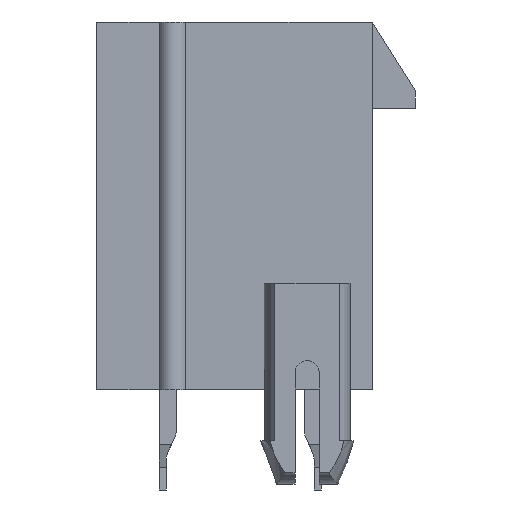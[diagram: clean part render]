
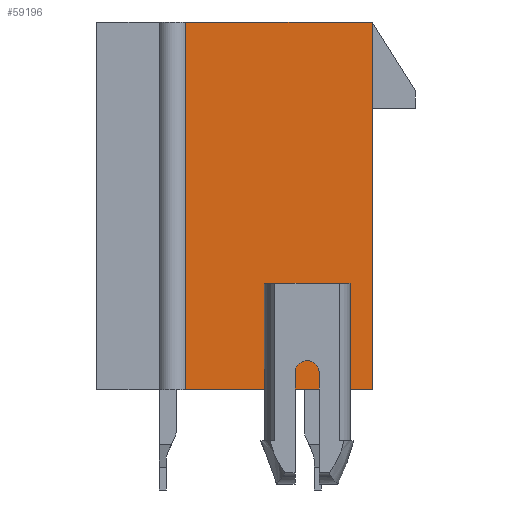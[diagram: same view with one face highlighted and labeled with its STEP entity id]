
A CAD part, left-side view. The second image highlights one B-rep face of the part: STEP entity #59196.
In plain terms, the highlighted planar face has unit normal (-1, 0, 0).
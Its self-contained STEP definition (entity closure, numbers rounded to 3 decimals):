
#5644=ORIENTED_EDGE('',*,*,#15644,.F.);
#5645=ORIENTED_EDGE('',*,*,#15647,.F.);
#5646=ORIENTED_EDGE('',*,*,#15637,.F.);
#5647=ORIENTED_EDGE('',*,*,#15641,.F.);
#5648=ORIENTED_EDGE('',*,*,#17236,.T.);
#5649=ORIENTED_EDGE('',*,*,#17111,.T.);
#5650=ORIENTED_EDGE('',*,*,#17207,.T.);
#5651=ORIENTED_EDGE('',*,*,#15654,.F.);
#15637=EDGE_CURVE('',#22092,#22093,#26379,.T.);
#15641=EDGE_CURVE('',#22096,#22092,#26383,.T.);
#15644=EDGE_CURVE('',#22098,#22096,#26386,.T.);
#15647=EDGE_CURVE('',#22093,#22098,#26389,.T.);
#15654=EDGE_CURVE('',#22103,#22100,#26394,.T.);
#17111=EDGE_CURVE('',#23020,#23019,#27815,.T.);
#17207=EDGE_CURVE('',#23019,#22100,#27911,.T.);
#17236=EDGE_CURVE('',#22103,#23020,#27940,.T.);
#22092=VERTEX_POINT('',#78158);
#22093=VERTEX_POINT('',#78159);
#22096=VERTEX_POINT('',#78167);
#22098=VERTEX_POINT('',#78173);
#22100=VERTEX_POINT('',#78184);
#22103=VERTEX_POINT('',#78189);
#23019=VERTEX_POINT('',#80962);
#23020=VERTEX_POINT('',#80964);
#26379=LINE('',#78157,#32117);
#26383=LINE('',#78166,#32121);
#26386=LINE('',#78172,#32124);
#26389=LINE('',#78178,#32127);
#26394=LINE('',#78190,#32132);
#27815=LINE('',#80963,#33553);
#27911=LINE('',#81116,#33649);
#27940=LINE('',#81158,#33678);
#32117=VECTOR('',#65412,1000.);
#32121=VECTOR('',#65418,1000.);
#32124=VECTOR('',#65423,1000.);
#32127=VECTOR('',#65428,1000.);
#32132=VECTOR('',#65439,1000.);
#33553=VECTOR('',#67732,1000.);
#33649=VECTOR('',#67866,1000.);
#33678=VECTOR('',#67903,1000.);
#37585=EDGE_LOOP('',(#5644,#5645,#5646,#5647));
#37586=EDGE_LOOP('',(#5648,#5649,#5650,#5651));
#39839=FACE_BOUND('',#37585,.T.);
#39840=FACE_BOUND('',#37586,.T.);
#42014=PLANE('',#61536);
#59196=ADVANCED_FACE('',(#39839,#39840),#42014,.T.);
#61536=AXIS2_PLACEMENT_3D('',#81184,#67926,#67927);
#65412=DIRECTION('',(0.,0.,1.));
#65418=DIRECTION('',(0.,-1.,0.));
#65423=DIRECTION('',(0.,0.,-1.));
#65428=DIRECTION('',(0.,1.,0.));
#65439=DIRECTION('',(0.,0.,1.));
#67732=DIRECTION('',(0.,0.,1.));
#67866=DIRECTION('',(0.,1.,0.));
#67903=DIRECTION('',(0.,-1.,0.));
#67926=DIRECTION('',(-1.,0.,0.));
#67927=DIRECTION('',(0.,0.,1.));
#78157=CARTESIAN_POINT('',(-19.55,-3.28,-5.3));
#78158=CARTESIAN_POINT('',(-19.55,-3.28,-5.3));
#78159=CARTESIAN_POINT('',(-19.55,-3.28,-2.7));
#78166=CARTESIAN_POINT('',(-19.55,-1.78,-5.3));
#78167=CARTESIAN_POINT('',(-19.55,-1.78,-5.3));
#78172=CARTESIAN_POINT('',(-19.55,-1.78,-2.7));
#78173=CARTESIAN_POINT('',(-19.55,-1.78,-2.7));
#78178=CARTESIAN_POINT('',(-19.55,-3.28,-2.7));
#78184=CARTESIAN_POINT('',(-19.55,1.7,6.4));
#78189=CARTESIAN_POINT('',(-19.55,1.7,-6.4));
#78190=CARTESIAN_POINT('',(-19.55,1.7,-6.4));
#80962=CARTESIAN_POINT('',(-19.55,-4.8,6.4));
#80963=CARTESIAN_POINT('',(-19.55,-4.8,-6.4));
#80964=CARTESIAN_POINT('',(-19.55,-4.8,-6.4));
#81116=CARTESIAN_POINT('',(-19.55,-4.8,6.4));
#81158=CARTESIAN_POINT('',(-19.55,4.8,-6.4));
#81184=CARTESIAN_POINT('',(-19.55,0.,0.));
